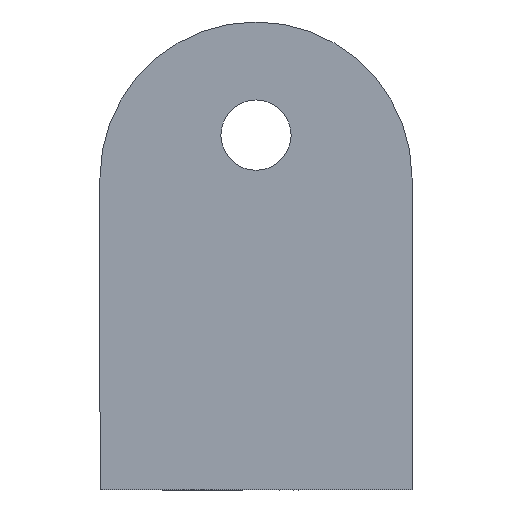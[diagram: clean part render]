
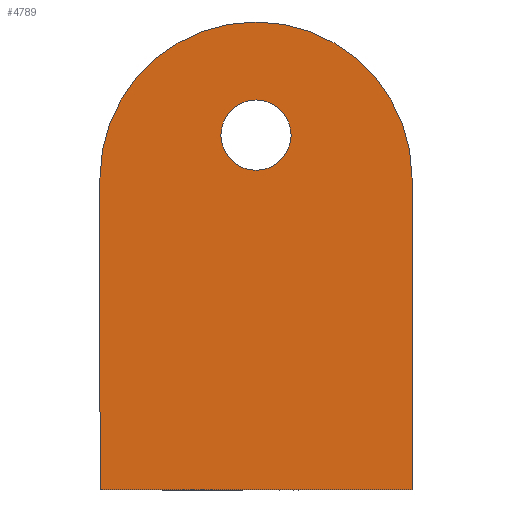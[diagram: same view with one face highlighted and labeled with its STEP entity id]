
A CAD part, left-side view. The second image highlights one B-rep face of the part: STEP entity #4789.
In plain terms, the highlighted planar face has unit normal (-1, 0, 0).
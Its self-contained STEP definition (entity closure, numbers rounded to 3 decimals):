
#241 = CARTESIAN_POINT ( 'NONE',  ( -3., 20., 40. ) ) ;
#298 = DIRECTION ( 'NONE',  ( 0., 0., 1. ) ) ;
#493 = VECTOR ( 'NONE', #10809, 1000. ) ;
#567 = ORIENTED_EDGE ( 'NONE', *, *, #3616, .T. ) ;
#926 = CIRCLE ( 'NONE', #5524, 4.5 ) ;
#991 = VECTOR ( 'NONE', #7970, 1000. ) ;
#1022 = AXIS2_PLACEMENT_3D ( 'NONE', #2054, #7049, #11943 ) ;
#1030 = CARTESIAN_POINT ( 'NONE',  ( -3., 20., 40. ) ) ;
#1219 = EDGE_LOOP ( 'NONE', ( #8286, #8905, #12136, #567, #7321 ) ) ;
#1462 = VECTOR ( 'NONE', #12620, 1000. ) ;
#1506 = DIRECTION ( 'NONE',  ( -1., 0., 0. ) ) ;
#1755 = LINE ( 'NONE', #1030, #991 ) ;
#1795 = CARTESIAN_POINT ( 'NONE',  ( -3., -20., 0. ) ) ;
#1914 = CIRCLE ( 'NONE', #1022, 4.5 ) ;
#2037 = EDGE_CURVE ( 'NONE', #9349, #12581, #1755, .T. ) ;
#2054 = CARTESIAN_POINT ( 'NONE',  ( -3., 0., 45.5 ) ) ;
#2207 = DIRECTION ( 'NONE',  ( 0., 0., 1. ) ) ;
#2653 = CIRCLE ( 'NONE', #3438, 20. ) ;
#3122 = FACE_BOUND ( 'NONE', #6010, .T. ) ;
#3233 = CARTESIAN_POINT ( 'NONE',  ( -3., 0., 40. ) ) ;
#3264 = FACE_OUTER_BOUND ( 'NONE', #1219, .T. ) ;
#3373 = EDGE_CURVE ( 'NONE', #4474, #9349, #10236, .T. ) ;
#3438 = AXIS2_PLACEMENT_3D ( 'NONE', #11199, #11110, #2207 ) ;
#3558 = CARTESIAN_POINT ( 'NONE',  ( -3., 0., 50. ) ) ;
#3581 = VERTEX_POINT ( 'NONE', #9632 ) ;
#3616 = EDGE_CURVE ( 'NONE', #12581, #3581, #7167, .T. ) ;
#3624 = VERTEX_POINT ( 'NONE', #3943 ) ;
#3943 = CARTESIAN_POINT ( 'NONE',  ( -3., 0., 41. ) ) ;
#3985 = ORIENTED_EDGE ( 'NONE', *, *, #7755, .T. ) ;
#4376 = EDGE_CURVE ( 'NONE', #10641, #3624, #1914, .T. ) ;
#4474 = VERTEX_POINT ( 'NONE', #9327 ) ;
#4789 = ADVANCED_FACE ( 'NONE', ( #3122, #3264 ), #9175, .T. ) ;
#5018 = LINE ( 'NONE', #1795, #1462 ) ;
#5524 = AXIS2_PLACEMENT_3D ( 'NONE', #9580, #5777, #12696 ) ;
#5573 = AXIS2_PLACEMENT_3D ( 'NONE', #12385, #1506, #7569 ) ;
#5777 = DIRECTION ( 'NONE',  ( 1., 0., 0. ) ) ;
#6010 = EDGE_LOOP ( 'NONE', ( #3985, #8158 ) ) ;
#6081 = AXIS2_PLACEMENT_3D ( 'NONE', #3233, #10143, #298 ) ;
#6951 = VERTEX_POINT ( 'NONE', #11264 ) ;
#7049 = DIRECTION ( 'NONE',  ( 1., 0., 0. ) ) ;
#7167 = LINE ( 'NONE', #11840, #493 ) ;
#7321 = ORIENTED_EDGE ( 'NONE', *, *, #8725, .T. ) ;
#7569 = DIRECTION ( 'NONE',  ( 0., 0., 1. ) ) ;
#7755 = EDGE_CURVE ( 'NONE', #3624, #10641, #926, .T. ) ;
#7970 = DIRECTION ( 'NONE',  ( 0., 0., -1. ) ) ;
#8158 = ORIENTED_EDGE ( 'NONE', *, *, #4376, .T. ) ;
#8286 = ORIENTED_EDGE ( 'NONE', *, *, #10561, .T. ) ;
#8663 = CARTESIAN_POINT ( 'NONE',  ( -3., 20., 0. ) ) ;
#8725 = EDGE_CURVE ( 'NONE', #3581, #6951, #5018, .T. ) ;
#8905 = ORIENTED_EDGE ( 'NONE', *, *, #3373, .T. ) ;
#9175 = PLANE ( 'NONE',  #6081 ) ;
#9327 = CARTESIAN_POINT ( 'NONE',  ( -3., 0., 60. ) ) ;
#9349 = VERTEX_POINT ( 'NONE', #241 ) ;
#9580 = CARTESIAN_POINT ( 'NONE',  ( -3., 0., 45.5 ) ) ;
#9632 = CARTESIAN_POINT ( 'NONE',  ( -3., -20., 0. ) ) ;
#10143 = DIRECTION ( 'NONE',  ( -1., 0., 0. ) ) ;
#10236 = CIRCLE ( 'NONE', #5573, 20. ) ;
#10561 = EDGE_CURVE ( 'NONE', #6951, #4474, #2653, .T. ) ;
#10641 = VERTEX_POINT ( 'NONE', #3558 ) ;
#10809 = DIRECTION ( 'NONE',  ( 0., -1., 0. ) ) ;
#11110 = DIRECTION ( 'NONE',  ( -1., 0., 0. ) ) ;
#11199 = CARTESIAN_POINT ( 'NONE',  ( -3., 0., 40. ) ) ;
#11264 = CARTESIAN_POINT ( 'NONE',  ( -3., -20., 40. ) ) ;
#11840 = CARTESIAN_POINT ( 'NONE',  ( -3., 20., 0. ) ) ;
#11943 = DIRECTION ( 'NONE',  ( 0., 0., -1. ) ) ;
#12136 = ORIENTED_EDGE ( 'NONE', *, *, #2037, .T. ) ;
#12385 = CARTESIAN_POINT ( 'NONE',  ( -3., 0., 40. ) ) ;
#12581 = VERTEX_POINT ( 'NONE', #8663 ) ;
#12620 = DIRECTION ( 'NONE',  ( 0., 0., 1. ) ) ;
#12696 = DIRECTION ( 'NONE',  ( 0., 0., -1. ) ) ;
